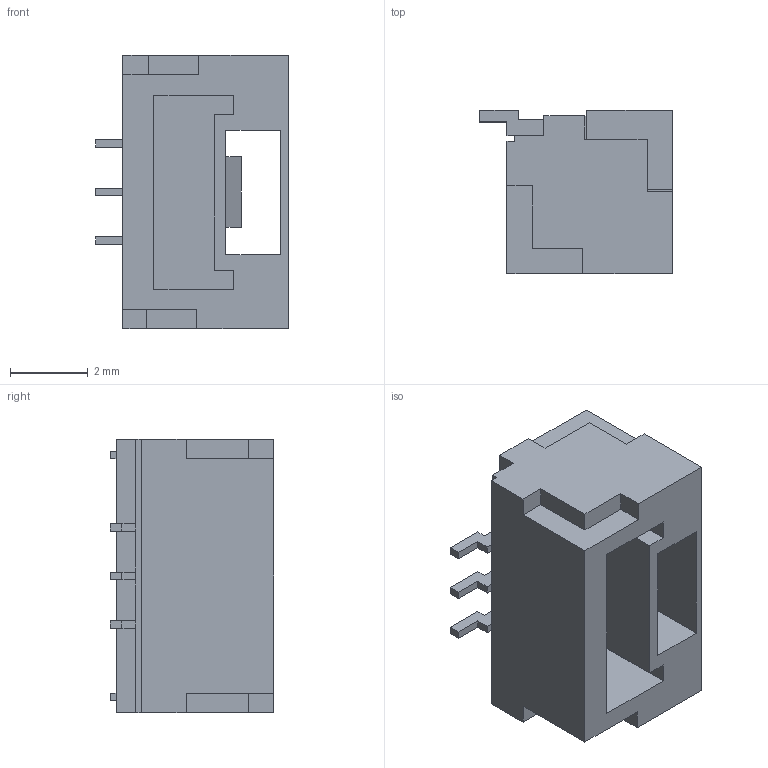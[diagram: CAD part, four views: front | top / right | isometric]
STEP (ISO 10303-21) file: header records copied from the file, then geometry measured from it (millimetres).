
FILE_DESCRIPTION (( 'STEP AP214' ), '1' );
FILE_NAME ('C9CE6D47-5ABB-442D-8913-D39B6286627A.STEP', '2023-12-14T03:15:53', ( '' ), ( '' ), 'SwSTEP 2.0', 'SolidWorks 2022', '' );
FILE_SCHEMA (( 'AUTOMOTIVE_DESIGN' ));
Length unit declared in the file: millimetre
Products named in the file (1): C9CE6D47-5ABB-442D-8913-D39B6286627A
Bounding box: 4.95 x 4.2 x 7.02 mm (x, y, z)
Volume: 75 mm3; surface area: 226.6 mm2
Topology: 1 solids, 1 shells, 89 faces, 247 edges, 162 vertices
Faces by surface type: plane 89
Entity records: 3750 total; most frequent: CARTESIAN_POINT 499, ORIENTED_EDGE 494, DIRECTION 427, EDGE_CURVE 247, VECTOR 247, LINE 247, VERTEX_POINT 162, EDGE_LOOP 93
